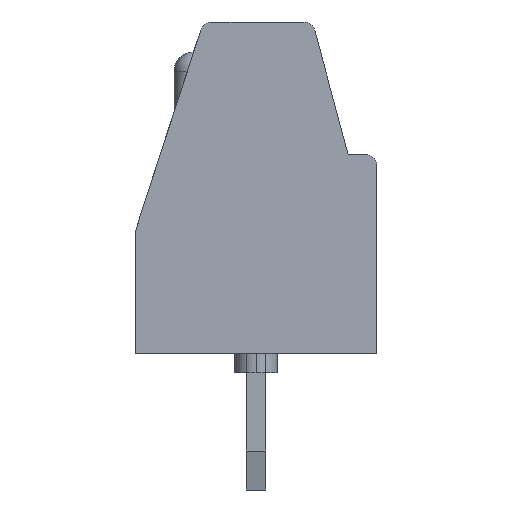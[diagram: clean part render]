
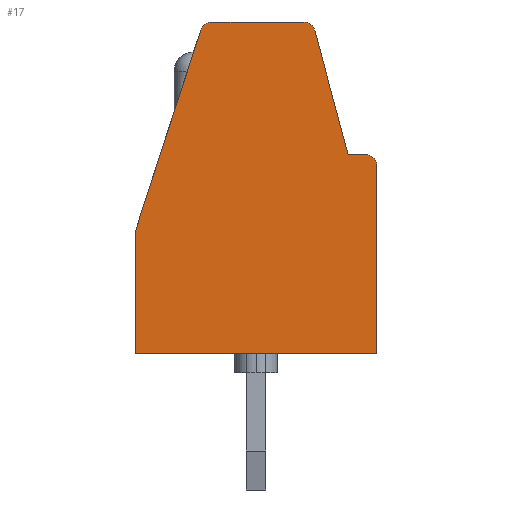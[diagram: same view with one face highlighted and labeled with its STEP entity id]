
A CAD part, left-side view. The second image highlights one B-rep face of the part: STEP entity #17.
In plain terms, the highlighted face is planar.
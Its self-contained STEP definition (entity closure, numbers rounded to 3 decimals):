
#17 = ADVANCED_FACE ( 'NONE', ( #6400 ), #7302, .F. ) ;
#53 = DIRECTION ( 'NONE',  ( -1., 0., 0. ) ) ;
#68 = LINE ( 'NONE', #11208, #9764 ) ;
#529 = CARTESIAN_POINT ( 'NONE',  ( -22.443, 14.651, -4.04 ) ) ;
#623 = DIRECTION ( 'NONE',  ( -1., 0., 0. ) ) ;
#756 = VERTEX_POINT ( 'NONE', #8547 ) ;
#793 = LINE ( 'NONE', #3449, #4312 ) ;
#988 = VECTOR ( 'NONE', #3991, 1000. ) ;
#1144 = EDGE_CURVE ( 'NONE', #5959, #8926, #9543, .T. ) ;
#1160 = CARTESIAN_POINT ( 'NONE',  ( -18.123, 9.565, -4.04 ) ) ;
#1167 = CARTESIAN_POINT ( 'NONE',  ( -18.123, 9.565, -4.04 ) ) ;
#1471 = DIRECTION ( 'NONE',  ( -0.966, 0.259, 0. ) ) ;
#1580 = ORIENTED_EDGE ( 'NONE', *, *, #10827, .F. ) ;
#2448 = DIRECTION ( 'NONE',  ( 0., 0., -1. ) ) ;
#2465 = CARTESIAN_POINT ( 'NONE',  ( -24.323, 6.451, -4.04 ) ) ;
#2484 = ORIENTED_EDGE ( 'NONE', *, *, #11796, .F. ) ;
#2488 = CARTESIAN_POINT ( 'NONE',  ( -20.091, 14.651, -4.04 ) ) ;
#2556 = DIRECTION ( 'NONE',  ( 0., 0., 1. ) ) ;
#2785 = DIRECTION ( 'NONE',  ( -1., 0., 0. ) ) ;
#2818 = CIRCLE ( 'NONE', #3865, 0.3 ) ;
#2823 = CIRCLE ( 'NONE', #7336, 0.3 ) ;
#2887 = ORIENTED_EDGE ( 'NONE', *, *, #9757, .T. ) ;
#2931 = ORIENTED_EDGE ( 'NONE', *, *, #4030, .T. ) ;
#3163 = CARTESIAN_POINT ( 'NONE',  ( -24.323, 11.251, -4.04 ) ) ;
#3411 = CARTESIAN_POINT ( 'NONE',  ( -19.805, 14.744, -4.04 ) ) ;
#3449 = CARTESIAN_POINT ( 'NONE',  ( -23.584, 11.551, -4.04 ) ) ;
#3789 = CARTESIAN_POINT ( 'NONE',  ( -23.584, 11.551, -4.04 ) ) ;
#3865 = AXIS2_PLACEMENT_3D ( 'NONE', #529, #7110, #1471 ) ;
#3961 = VERTEX_POINT ( 'NONE', #4330 ) ;
#3991 = DIRECTION ( 'NONE',  ( 0., -1., 0. ) ) ;
#3993 = CARTESIAN_POINT ( 'NONE',  ( -19.805, 14.744, -4.04 ) ) ;
#4030 = EDGE_CURVE ( 'NONE', #5140, #6483, #2823, .T. ) ;
#4312 = VECTOR ( 'NONE', #10034, 1000. ) ;
#4330 = CARTESIAN_POINT ( 'NONE',  ( -20.091, 14.951, -4.04 ) ) ;
#4432 = CARTESIAN_POINT ( 'NONE',  ( -23.584, 11.551, -4.04 ) ) ;
#4518 = LINE ( 'NONE', #2465, #9367 ) ;
#4596 = EDGE_CURVE ( 'NONE', #3961, #5959, #9121, .T. ) ;
#4775 = VERTEX_POINT ( 'NONE', #8640 ) ;
#5140 = VERTEX_POINT ( 'NONE', #3163 ) ;
#5244 = DIRECTION ( 'NONE',  ( 0.309, -0.951, 0. ) ) ;
#5292 = EDGE_CURVE ( 'NONE', #9443, #8834, #68, .T. ) ;
#5959 = VERTEX_POINT ( 'NONE', #3993 ) ;
#6282 = DIRECTION ( 'NONE',  ( 0., 0., -1. ) ) ;
#6400 = FACE_OUTER_BOUND ( 'NONE', #11419, .T. ) ;
#6419 = ORIENTED_EDGE ( 'NONE', *, *, #11067, .T. ) ;
#6483 = VERTEX_POINT ( 'NONE', #8538 ) ;
#7034 = LINE ( 'NONE', #9994, #9225 ) ;
#7110 = DIRECTION ( 'NONE',  ( 0., 0., -1. ) ) ;
#7215 = DIRECTION ( 'NONE',  ( -1., 0., 0. ) ) ;
#7302 = PLANE ( 'NONE',  #9804 ) ;
#7321 = LINE ( 'NONE', #1167, #988 ) ;
#7336 = AXIS2_PLACEMENT_3D ( 'NONE', #10986, #6282, #7215 ) ;
#7340 = CARTESIAN_POINT ( 'NONE',  ( 0., 0., -4.04 ) ) ;
#7546 = CARTESIAN_POINT ( 'NONE',  ( -18.123, 6.451, -4.04 ) ) ;
#7593 = LINE ( 'NONE', #3789, #8611 ) ;
#7940 = ORIENTED_EDGE ( 'NONE', *, *, #1144, .T. ) ;
#8205 = DIRECTION ( 'NONE',  ( 0., 1., 0. ) ) ;
#8237 = DIRECTION ( 'NONE',  ( 1., 0., 0. ) ) ;
#8517 = VECTOR ( 'NONE', #5244, 1000. ) ;
#8538 = CARTESIAN_POINT ( 'NONE',  ( -24.023, 11.551, -4.04 ) ) ;
#8547 = CARTESIAN_POINT ( 'NONE',  ( -22.443, 14.951, -4.04 ) ) ;
#8611 = VECTOR ( 'NONE', #53, 1000. ) ;
#8640 = CARTESIAN_POINT ( 'NONE',  ( -22.732, 14.729, -4.04 ) ) ;
#8779 = ORIENTED_EDGE ( 'NONE', *, *, #9199, .T. ) ;
#8834 = VERTEX_POINT ( 'NONE', #11307 ) ;
#8913 = ORIENTED_EDGE ( 'NONE', *, *, #5292, .T. ) ;
#8926 = VERTEX_POINT ( 'NONE', #1160 ) ;
#9121 = CIRCLE ( 'NONE', #10338, 0.3 ) ;
#9199 = EDGE_CURVE ( 'NONE', #11344, #4775, #793, .T. ) ;
#9225 = VECTOR ( 'NONE', #623, 1000. ) ;
#9367 = VECTOR ( 'NONE', #9907, 1000. ) ;
#9433 = ORIENTED_EDGE ( 'NONE', *, *, #4596, .T. ) ;
#9443 = VERTEX_POINT ( 'NONE', #7546 ) ;
#9543 = LINE ( 'NONE', #3411, #8517 ) ;
#9757 = EDGE_CURVE ( 'NONE', #4775, #756, #2818, .T. ) ;
#9764 = VECTOR ( 'NONE', #2785, 1000. ) ;
#9804 = AXIS2_PLACEMENT_3D ( 'NONE', #7340, #2556, #8237 ) ;
#9907 = DIRECTION ( 'NONE',  ( 0., 1., 0. ) ) ;
#9994 = CARTESIAN_POINT ( 'NONE',  ( -20.091, 14.951, -4.04 ) ) ;
#10034 = DIRECTION ( 'NONE',  ( 0.259, 0.966, 0. ) ) ;
#10338 = AXIS2_PLACEMENT_3D ( 'NONE', #2488, #2448, #8205 ) ;
#10559 = ORIENTED_EDGE ( 'NONE', *, *, #11274, .T. ) ;
#10827 = EDGE_CURVE ( 'NONE', #3961, #756, #7034, .T. ) ;
#10986 = CARTESIAN_POINT ( 'NONE',  ( -24.023, 11.251, -4.04 ) ) ;
#11067 = EDGE_CURVE ( 'NONE', #8926, #9443, #7321, .T. ) ;
#11208 = CARTESIAN_POINT ( 'NONE',  ( -18.123, 6.451, -4.04 ) ) ;
#11274 = EDGE_CURVE ( 'NONE', #8834, #5140, #4518, .T. ) ;
#11307 = CARTESIAN_POINT ( 'NONE',  ( -24.323, 6.451, -4.04 ) ) ;
#11344 = VERTEX_POINT ( 'NONE', #4432 ) ;
#11419 = EDGE_LOOP ( 'NONE', ( #10559, #2931, #2484, #8779, #2887, #1580, #9433, #7940, #6419, #8913 ) ) ;
#11796 = EDGE_CURVE ( 'NONE', #11344, #6483, #7593, .T. ) ;
